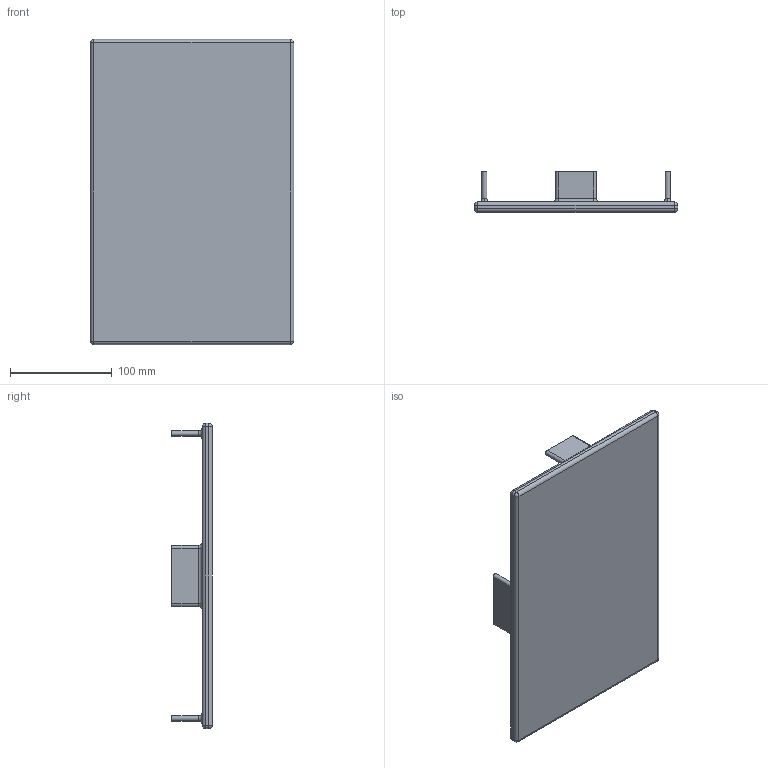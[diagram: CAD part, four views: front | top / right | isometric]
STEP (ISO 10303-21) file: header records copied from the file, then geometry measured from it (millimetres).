
FILE_DESCRIPTION (( 'STEP AP203' ), '1' );
FILE_NAME ('top cover_Default_sldprt.STEP', '2022-06-04T22:41:24', ( '' ), ( '' ), 'SwSTEP 2.0', 'SolidWorks 2021', '' );
FILE_SCHEMA (( 'CONFIG_CONTROL_DESIGN' ));
Length unit declared in the file: millimetre
Products named in the file (1): top cover_Default_sldprt
Bounding box: 200 x 40 x 300 mm (x, y, z)
Volume: 435708.9 mm3; surface area: 143013.2 mm2
Topology: 1 solids, 1 shells, 71 faces, 160 edges, 88 vertices
Faces by surface type: cylinder 30, plane 23, torus 10, sphere 8
Entity records: 1977 total; most frequent: DIRECTION 370, CARTESIAN_POINT 312, ORIENTED_EDGE 304, EDGE_CURVE 152, AXIS2_PLACEMENT_3D 146, VERTEX_POINT 88, LINE 78, VECTOR 78
